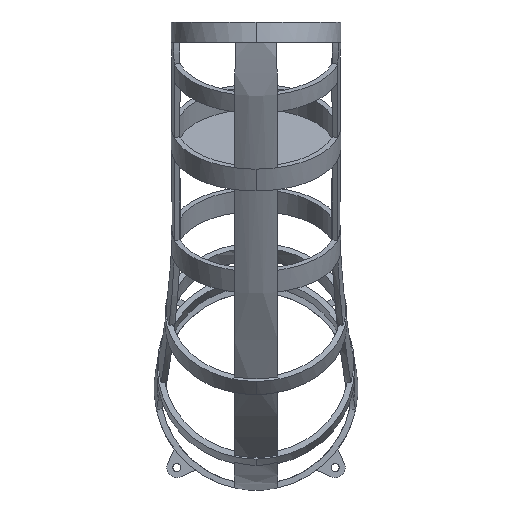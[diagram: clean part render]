
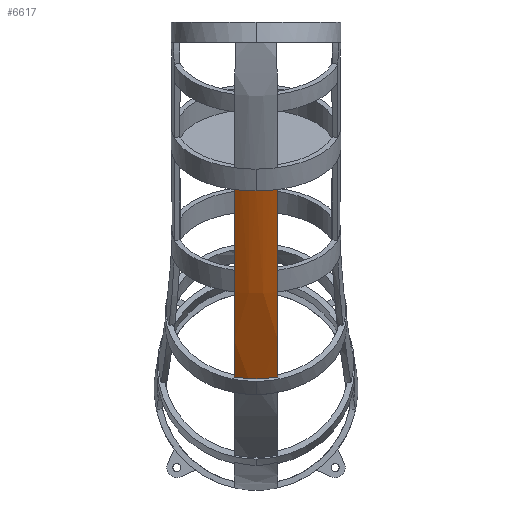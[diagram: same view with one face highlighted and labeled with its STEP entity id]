
A CAD part, front view. The second image highlights one B-rep face of the part: STEP entity #6617.
In plain terms, the highlighted free-form (B-spline) face has degree [3, 3] with [4, 8] control points.
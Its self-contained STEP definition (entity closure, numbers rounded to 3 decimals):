
#38 = CARTESIAN_POINT ( 'NONE',  ( 8.964, -4.291, 273.038 ) ) ;
#128 = CARTESIAN_POINT ( 'NONE',  ( 3.624, 188.124, 123.859 ) ) ;
#180 = CARTESIAN_POINT ( 'NONE',  ( -10.632, 188.124, 125.368 ) ) ;
#236 = CARTESIAN_POINT ( 'NONE',  ( 10.565, -4.598, 275.33 ) ) ;
#239 = CARTESIAN_POINT ( 'NONE',  ( -10.8, 34.053, 207.863 ) ) ;
#466 = CARTESIAN_POINT ( 'NONE',  ( -10.769, 25.403, 222.438 ) ) ;
#684 = CARTESIAN_POINT ( 'NONE',  ( 1.804, -5.067, 272.59 ) ) ;
#867 = ORIENTED_EDGE ( 'NONE', *, *, #8555, .F. ) ;
#923 = CARTESIAN_POINT ( 'NONE',  ( 10.614, 90.845, 121.639 ) ) ;
#1052 = B_SPLINE_SURFACE_WITH_KNOTS ( 'NONE', 3, 3, ( 
 ( #7806, #180, #8559, #4783, #6303, #3328, #5551, #5495 ),
 ( #1126, #7002, #2627, #3380, #6461, #1676, #6407, #7856 ),
 ( #7910, #128, #9503, #8657, #1829, #9356, #6361, #4016 ),
 ( #7113, #4883, #923, #7054, #236, #9405, #2521, #1779 ) ),
 .UNSPECIFIED., .F., .F., .F.,
 ( 4, 4 ),
 ( 4, 1, 1, 1, 1, 4 ),
 ( 0., 1. ),
 ( 0., 0.074, 0.563, 0.771, 0.893, 1. ),
 .UNSPECIFIED. ) ;
#1126 = CARTESIAN_POINT ( 'NONE',  ( -3.624, 188.969, 123.859 ) ) ;
#1264 = CARTESIAN_POINT ( 'NONE',  ( -10.801, 43.069, 193.44 ) ) ;
#1429 = CARTESIAN_POINT ( 'NONE',  ( -3.607, -4.967, 272.648 ) ) ;
#1676 = CARTESIAN_POINT ( 'NONE',  ( -3.86, -33.164, 318.133 ) ) ;
#1755 = CARTESIAN_POINT ( 'NONE',  ( -10.734, 15.465, 239.179 ) ) ;
#1779 = CARTESIAN_POINT ( 'NONE',  ( 10., -40.943, 356.25 ) ) ;
#1829 = CARTESIAN_POINT ( 'NONE',  ( 3.637, -6.188, 274.63 ) ) ;
#2045 = CARTESIAN_POINT ( 'NONE',  ( -10.715, -3.892, 273.268 ) ) ;
#2135 = CARTESIAN_POINT ( 'NONE',  ( 0., 52.805, 179.367 ) ) ;
#2186 = CARTESIAN_POINT ( 'NONE',  ( -4.508, -4.891, 272.692 ) ) ;
#2359 = CARTESIAN_POINT ( 'NONE',  ( 10.786, 53.632, 180.342 ) ) ;
#2378 = EDGE_CURVE ( 'NONE', #3181, #7691, #8746, .T. ) ;
#2521 = CARTESIAN_POINT ( 'NONE',  ( 10., -40.955, 340.142 ) ) ;
#2627 = CARTESIAN_POINT ( 'NONE',  ( -3.615, 90.949, 120.104 ) ) ;
#2769 = ORIENTED_EDGE ( 'NONE', *, *, #6962, .F. ) ;
#2834 = CARTESIAN_POINT ( 'NONE',  ( 3.624, 52.906, 179.486 ) ) ;
#2837 = CARTESIAN_POINT ( 'NONE',  ( 10.769, 25.403, 222.438 ) ) ;
#2871 = EDGE_CURVE ( 'NONE', #7691, #7122, #5010, .T. ) ;
#2884 = CARTESIAN_POINT ( 'NONE',  ( -4.531, 52.957, 179.546 ) ) ;
#2912 = CARTESIAN_POINT ( 'NONE',  ( -10.769, 25.403, 222.438 ) ) ;
#2930 = CARTESIAN_POINT ( 'NONE',  ( -10.715, -3.892, 273.268 ) ) ;
#3027 = CARTESIAN_POINT ( 'NONE',  ( 10.715, -3.892, 273.268 ) ) ;
#3175 = CARTESIAN_POINT ( 'NONE',  ( 10.786, 53.632, 180.342 ) ) ;
#3181 = VERTEX_POINT ( 'NONE', #2912 ) ;
#3225 = ORIENTED_EDGE ( 'NONE', *, *, #6935, .T. ) ;
#3328 = CARTESIAN_POINT ( 'NONE',  ( -11.173, -31.532, 319.559 ) ) ;
#3380 = CARTESIAN_POINT ( 'NONE',  ( -3.791, 38.126, 193.238 ) ) ;
#3723 = CARTESIAN_POINT ( 'NONE',  ( 3.608, -4.967, 272.648 ) ) ;
#3839 = ORIENTED_EDGE ( 'NONE', *, *, #7000, .T. ) ;
#3994 = CARTESIAN_POINT ( 'NONE',  ( -10.658, 6.01, 256.12 ) ) ;
#4003 = VERTEX_POINT ( 'NONE', #2837 ) ;
#4016 = CARTESIAN_POINT ( 'NONE',  ( 3.431, -42.553, 356.251 ) ) ;
#4212 = CARTESIAN_POINT ( 'NONE',  ( 10.769, 25.403, 222.438 ) ) ;
#4256 = CARTESIAN_POINT ( 'NONE',  ( 10.715, -3.892, 273.268 ) ) ;
#4298 = CARTESIAN_POINT ( 'NONE',  ( 10.734, 15.465, 239.179 ) ) ;
#4479 = CARTESIAN_POINT ( 'NONE',  ( -1.803, -5.067, 272.59 ) ) ;
#4589 = EDGE_LOOP ( 'NONE', ( #867, #3225, #3839, #7727, #5521, #2769 ) ) ;
#4783 = CARTESIAN_POINT ( 'NONE',  ( -10.965, 40.05, 194.275 ) ) ;
#4883 = CARTESIAN_POINT ( 'NONE',  ( 10.632, 188.124, 125.368 ) ) ;
#5004 = B_SPLINE_CURVE_WITH_KNOTS ( 'NONE', 3,
 ( #5057, #9764, #9715, #7414, #2834, #6659, #2135, #7510, #8172, #2884, #5965, #5872, #5916 ),
 .UNSPECIFIED., .F., .F.,
 ( 4, 2, 2, 1, 2, 2, 4 ),
 ( 0., 0.005, 0.008, 0.011, 0.014, 0.016, 0.022 ),
 .UNSPECIFIED. ) ;
#5010 = B_SPLINE_CURVE_WITH_KNOTS ( 'NONE', 3,
 ( #2045, #5151, #8227, #2186, #1429, #4479, #7560, #684, #3723, #6807, #6105, #38, #3027 ),
 .UNSPECIFIED., .F., .F.,
 ( 4, 2, 2, 1, 2, 2, 4 ),
 ( 0., 0.005, 0.008, 0.011, 0.014, 0.016, 0.022 ),
 .UNSPECIFIED. ) ;
#5057 = CARTESIAN_POINT ( 'NONE',  ( 10.786, 53.632, 180.342 ) ) ;
#5151 = CARTESIAN_POINT ( 'NONE',  ( -8.964, -4.291, 273.038 ) ) ;
#5469 = CARTESIAN_POINT ( 'NONE',  ( -10.786, 53.632, 180.342 ) ) ;
#5495 = CARTESIAN_POINT ( 'NONE',  ( -10., -40.943, 356.25 ) ) ;
#5521 = ORIENTED_EDGE ( 'NONE', *, *, #2378, .F. ) ;
#5551 = CARTESIAN_POINT ( 'NONE',  ( -10., -40.955, 340.142 ) ) ;
#5782 = CARTESIAN_POINT ( 'NONE',  ( -10.769, 25.403, 222.438 ) ) ;
#5872 = CARTESIAN_POINT ( 'NONE',  ( -9.017, 53.362, 180.023 ) ) ;
#5916 = CARTESIAN_POINT ( 'NONE',  ( -10.786, 53.632, 180.342 ) ) ;
#5945 = VERTEX_POINT ( 'NONE', #2359 ) ;
#5965 = CARTESIAN_POINT ( 'NONE',  ( -7.232, 53.16, 179.785 ) ) ;
#6105 = CARTESIAN_POINT ( 'NONE',  ( 7.194, -4.59, 272.865 ) ) ;
#6303 = CARTESIAN_POINT ( 'NONE',  ( -10.565, -4.598, 275.33 ) ) ;
#6361 = CARTESIAN_POINT ( 'NONE',  ( 3.431, -42.565, 340.143 ) ) ;
#6407 = CARTESIAN_POINT ( 'NONE',  ( -3.431, -42.565, 340.143 ) ) ;
#6461 = CARTESIAN_POINT ( 'NONE',  ( -3.637, -6.188, 274.63 ) ) ;
#6617 = ADVANCED_FACE ( 'NONE', ( #8607 ), #1052, .T. ) ;
#6659 = CARTESIAN_POINT ( 'NONE',  ( 1.812, 52.839, 179.407 ) ) ;
#6807 = CARTESIAN_POINT ( 'NONE',  ( 4.509, -4.891, 272.692 ) ) ;
#6935 = EDGE_CURVE ( 'NONE', #5945, #4003, #7014, .T. ) ;
#6962 = EDGE_CURVE ( 'NONE', #9873, #3181, #8327, .T. ) ;
#7000 = EDGE_CURVE ( 'NONE', #4003, #7122, #8812, .T. ) ;
#7002 = CARTESIAN_POINT ( 'NONE',  ( -3.624, 188.124, 123.859 ) ) ;
#7014 = B_SPLINE_CURVE_WITH_KNOTS ( 'NONE', 3,
 ( #3175, #8845, #7116, #4212 ),
 .UNSPECIFIED., .F., .F.,
 ( 4, 4 ),
 ( 0.414, 0.563 ),
 .UNSPECIFIED. ) ;
#7054 = CARTESIAN_POINT ( 'NONE',  ( 10.965, 40.05, 194.275 ) ) ;
#7088 = CARTESIAN_POINT ( 'NONE',  ( -10.715, -3.892, 273.268 ) ) ;
#7113 = CARTESIAN_POINT ( 'NONE',  ( 10.632, 188.969, 125.368 ) ) ;
#7116 = CARTESIAN_POINT ( 'NONE',  ( 10.8, 34.053, 207.863 ) ) ;
#7122 = VERTEX_POINT ( 'NONE', #8244 ) ;
#7414 = CARTESIAN_POINT ( 'NONE',  ( 4.53, 52.957, 179.546 ) ) ;
#7510 = CARTESIAN_POINT ( 'NONE',  ( -1.813, 52.839, 179.407 ) ) ;
#7560 = CARTESIAN_POINT ( 'NONE',  ( 0., -5.117, 272.561 ) ) ;
#7691 = VERTEX_POINT ( 'NONE', #2930 ) ;
#7727 = ORIENTED_EDGE ( 'NONE', *, *, #2871, .F. ) ;
#7806 = CARTESIAN_POINT ( 'NONE',  ( -10.632, 188.969, 125.368 ) ) ;
#7856 = CARTESIAN_POINT ( 'NONE',  ( -3.431, -42.553, 356.251 ) ) ;
#7910 = CARTESIAN_POINT ( 'NONE',  ( 3.624, 188.969, 123.859 ) ) ;
#8172 = CARTESIAN_POINT ( 'NONE',  ( -3.625, 52.906, 179.486 ) ) ;
#8227 = CARTESIAN_POINT ( 'NONE',  ( -7.194, -4.59, 272.865 ) ) ;
#8244 = CARTESIAN_POINT ( 'NONE',  ( 10.715, -3.892, 273.268 ) ) ;
#8327 = B_SPLINE_CURVE_WITH_KNOTS ( 'NONE', 3,
 ( #9636, #1264, #239, #466 ),
 .UNSPECIFIED., .F., .F.,
 ( 4, 4 ),
 ( 0.414, 0.563 ),
 .UNSPECIFIED. ) ;
#8555 = EDGE_CURVE ( 'NONE', #5945, #9873, #5004, .T. ) ;
#8559 = CARTESIAN_POINT ( 'NONE',  ( -10.614, 90.845, 121.639 ) ) ;
#8607 = FACE_OUTER_BOUND ( 'NONE', #4589, .T. ) ;
#8657 = CARTESIAN_POINT ( 'NONE',  ( 3.791, 38.126, 193.238 ) ) ;
#8659 = CARTESIAN_POINT ( 'NONE',  ( 10.658, 6.01, 256.12 ) ) ;
#8746 = B_SPLINE_CURVE_WITH_KNOTS ( 'NONE', 3,
 ( #5782, #1755, #3994, #7088 ),
 .UNSPECIFIED., .F., .F.,
 ( 4, 4 ),
 ( 0.563, 0.735 ),
 .UNSPECIFIED. ) ;
#8812 = B_SPLINE_CURVE_WITH_KNOTS ( 'NONE', 3,
 ( #9407, #4298, #8659, #4256 ),
 .UNSPECIFIED., .F., .F.,
 ( 4, 4 ),
 ( 0.563, 0.735 ),
 .UNSPECIFIED. ) ;
#8845 = CARTESIAN_POINT ( 'NONE',  ( 10.801, 43.069, 193.44 ) ) ;
#9356 = CARTESIAN_POINT ( 'NONE',  ( 3.86, -33.164, 318.133 ) ) ;
#9405 = CARTESIAN_POINT ( 'NONE',  ( 11.173, -31.532, 319.559 ) ) ;
#9407 = CARTESIAN_POINT ( 'NONE',  ( 10.769, 25.403, 222.438 ) ) ;
#9503 = CARTESIAN_POINT ( 'NONE',  ( 3.615, 90.949, 120.104 ) ) ;
#9636 = CARTESIAN_POINT ( 'NONE',  ( -10.786, 53.632, 180.342 ) ) ;
#9715 = CARTESIAN_POINT ( 'NONE',  ( 7.232, 53.16, 179.785 ) ) ;
#9764 = CARTESIAN_POINT ( 'NONE',  ( 9.017, 53.362, 180.023 ) ) ;
#9873 = VERTEX_POINT ( 'NONE', #5469 ) ;
